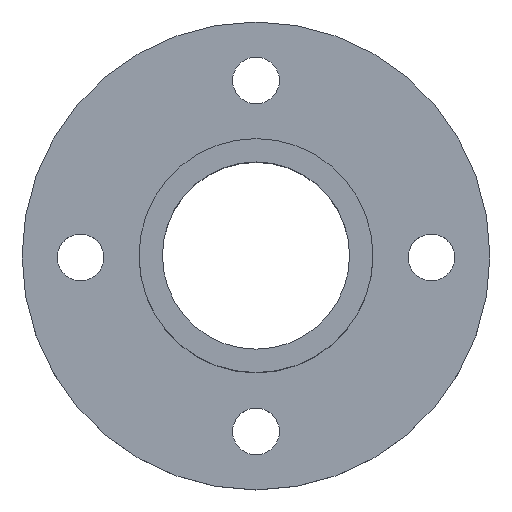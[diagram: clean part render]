
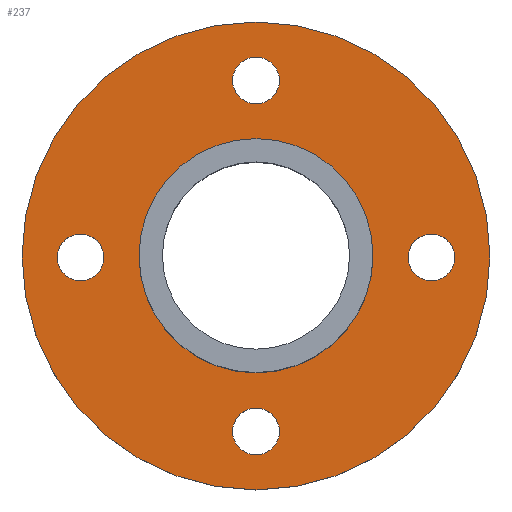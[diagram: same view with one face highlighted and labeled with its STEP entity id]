
A CAD part, top view. The second image highlights one B-rep face of the part: STEP entity #237.
In plain terms, the highlighted planar face has unit normal (0, 0, 1).
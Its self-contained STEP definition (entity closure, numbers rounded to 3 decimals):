
#28=FACE_BOUND('',#70,.T.);
#29=FACE_BOUND('',#71,.T.);
#30=FACE_BOUND('',#72,.T.);
#31=FACE_BOUND('',#73,.T.);
#32=FACE_BOUND('',#74,.T.);
#35=PLANE('',#283);
#49=FACE_OUTER_BOUND('',#69,.T.);
#69=EDGE_LOOP('',(#214));
#70=EDGE_LOOP('',(#215));
#71=EDGE_LOOP('',(#216));
#72=EDGE_LOOP('',(#217));
#73=EDGE_LOOP('',(#218));
#74=EDGE_LOOP('',(#219));
#104=CIRCLE('',#262,1.);
#106=CIRCLE('',#266,1.);
#108=CIRCLE('',#270,1.);
#110=CIRCLE('',#274,1.);
#113=CIRCLE('',#280,5.);
#114=CIRCLE('',#282,10.);
#122=VERTEX_POINT('',#380);
#124=VERTEX_POINT('',#388);
#126=VERTEX_POINT('',#396);
#128=VERTEX_POINT('',#404);
#131=VERTEX_POINT('',#415);
#132=VERTEX_POINT('',#419);
#141=EDGE_CURVE('',#122,#122,#104,.T.);
#145=EDGE_CURVE('',#124,#124,#106,.T.);
#149=EDGE_CURVE('',#126,#126,#108,.T.);
#153=EDGE_CURVE('',#128,#128,#110,.T.);
#159=EDGE_CURVE('',#131,#131,#113,.T.);
#160=EDGE_CURVE('',#132,#132,#114,.T.);
#214=ORIENTED_EDGE('',*,*,#160,.T.);
#215=ORIENTED_EDGE('',*,*,#149,.T.);
#216=ORIENTED_EDGE('',*,*,#141,.T.);
#217=ORIENTED_EDGE('',*,*,#145,.T.);
#218=ORIENTED_EDGE('',*,*,#153,.T.);
#219=ORIENTED_EDGE('',*,*,#159,.T.);
#237=ADVANCED_FACE('',(#49,#28,#29,#30,#31,#32),#35,.T.);
#262=AXIS2_PLACEMENT_3D('',#381,#307,#308);
#266=AXIS2_PLACEMENT_3D('',#389,#317,#318);
#270=AXIS2_PLACEMENT_3D('',#397,#327,#328);
#274=AXIS2_PLACEMENT_3D('',#405,#337,#338);
#280=AXIS2_PLACEMENT_3D('',#417,#352,#353);
#282=AXIS2_PLACEMENT_3D('',#420,#356,#357);
#283=AXIS2_PLACEMENT_3D('',#422,#359,#360);
#307=DIRECTION('center_axis',(0.,0.,-1.));
#308=DIRECTION('ref_axis',(-1.,0.,0.));
#317=DIRECTION('center_axis',(0.,0.,-1.));
#318=DIRECTION('ref_axis',(-1.,0.,0.));
#327=DIRECTION('center_axis',(0.,0.,-1.));
#328=DIRECTION('ref_axis',(-1.,0.,0.));
#337=DIRECTION('center_axis',(0.,0.,-1.));
#338=DIRECTION('ref_axis',(-1.,0.,0.));
#352=DIRECTION('center_axis',(0.,0.,-1.));
#353=DIRECTION('ref_axis',(-1.,0.,0.));
#356=DIRECTION('center_axis',(0.,0.,1.));
#357=DIRECTION('ref_axis',(1.,0.,0.));
#359=DIRECTION('center_axis',(0.,0.,1.));
#360=DIRECTION('ref_axis',(1.,0.,0.));
#380=CARTESIAN_POINT('',(8.5,-0.063,2.));
#381=CARTESIAN_POINT('Origin',(7.5,-0.063,2.));
#388=CARTESIAN_POINT('',(1.,7.5,2.));
#389=CARTESIAN_POINT('Origin',(0.,7.5,2.));
#396=CARTESIAN_POINT('',(-6.5,-0.063,2.));
#397=CARTESIAN_POINT('Origin',(-7.5,-0.063,2.));
#404=CARTESIAN_POINT('',(1.,-7.5,2.));
#405=CARTESIAN_POINT('Origin',(0.,-7.5,2.));
#415=CARTESIAN_POINT('',(5.,0.,2.));
#417=CARTESIAN_POINT('Origin',(0.,0.,2.));
#419=CARTESIAN_POINT('',(-10.,0.,2.));
#420=CARTESIAN_POINT('Origin',(0.,0.,2.));
#422=CARTESIAN_POINT('Origin',(0.,0.,2.));
